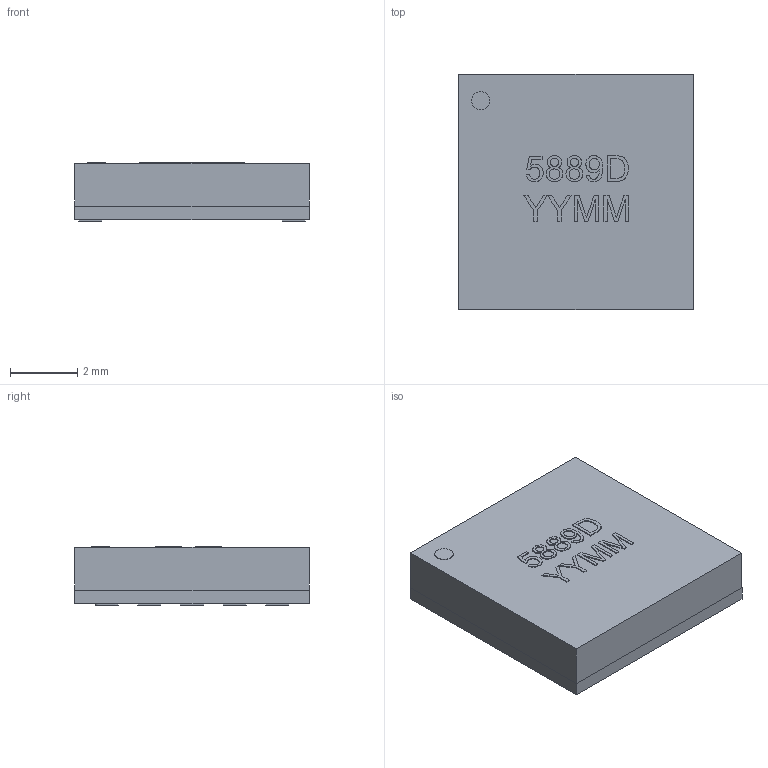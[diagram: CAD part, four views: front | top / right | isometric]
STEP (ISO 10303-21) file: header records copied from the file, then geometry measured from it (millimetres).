
FILE_DESCRIPTION(/* description */ (''),/* implementation_level */ '2;1');
FILE_NAME(/* name */ 'MONZITE_MDD000N400D10A-60.step',/* time_stamp */ '2024-02-25T13:28:56-05:00',/* author */ (''),/* organization */ (''),/* preprocessor_version */ 'ST-DEVELOPER v20',/* originating_system */ 'Autodesk Translation Framework v12.20.1.177',/* authorisation */ '');
FILE_SCHEMA (('AUTOMOTIVE_DESIGN { 1 0 10303 214 3 1 1 }'));
Length unit declared in the file: inch
Products named in the file (6): MONZITE_MDD000N400D10A-60; Component1; Component2; Component3; Component4; Component5
Assembly tree (5 placements, depth 2):
  MONZITE_MDD000N400D10A-60
    Component1
    Component2
    Component3
    Component4
    Component5
Bounding box: 6.98 x 6.99 x 1.75 mm (x, y, z)
Volume: 82.2 mm3; surface area: 257.9 mm2
Topology: 22 solids, 22 shells, 289 faces, 735 edges, 490 vertices
Faces by surface type: plane 150, bspline 134, cylinder 5
Full cylindrical faces by diameter (mm): 0.545 x1
Entity records: 10101 total; most frequent: CARTESIAN_POINT 3804, ORIENTED_EDGE 1470, DIRECTION 811, EDGE_CURVE 735, VERTEX_POINT 490, LINE 457, VECTOR 457, EDGE_LOOP 301
